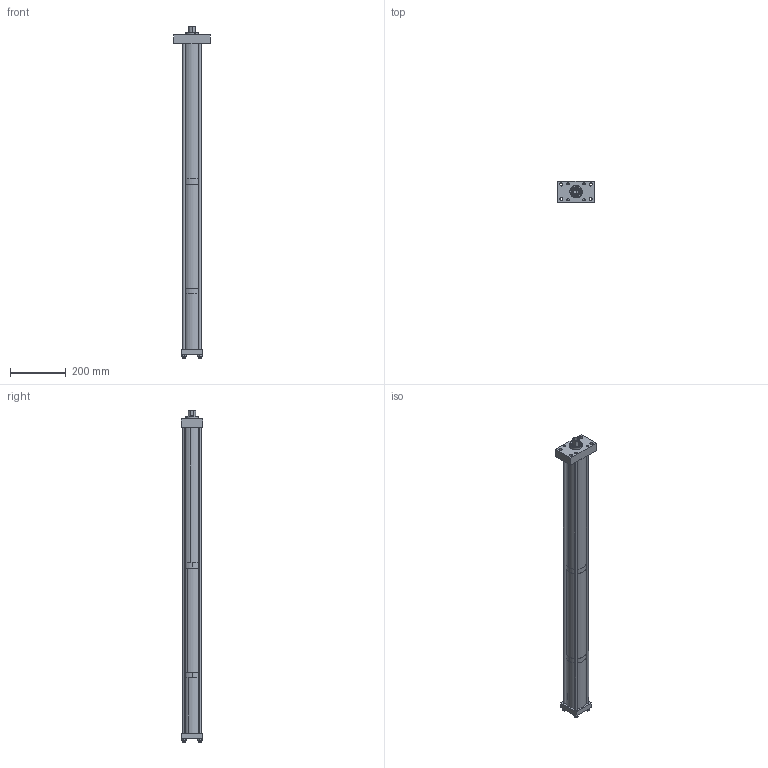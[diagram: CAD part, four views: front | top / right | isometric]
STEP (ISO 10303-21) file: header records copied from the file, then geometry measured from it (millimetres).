
FILE_DESCRIPTION (( 'STEP AP203' ), '1' );
FILE_NAME ('HPI-2-8.00-.50-FH-2020.STEP', '2020-04-17T12:06:05', ( '' ), ( '' ), 'SwSTEP 2.0', 'SolidWorks 2018', '' );
FILE_SCHEMA (( 'CONFIG_CONTROL_DESIGN' ));
Length unit declared in the file: inch
Products named in the file (12): E0264; F0103; E0218_8.0-.50; G0210; HPI-2-8.00-.50-FH-2020; EI0214_.50; E0101; E0211_8.0; E0204; E0213; NLN .375; EI0205_8.0-.50
Assembly tree (17 placements, depth 2):
  HPI-2-8.00-.50-FH-2020
    E0204
    F0103
    E0101
    G0210
    E0213
    E0264
    NLN .375  x4
    EI0214_.50
    EI0205_8.0-.50
    E0211_8.0
    E0218_8.0-.50  x4
Bounding box: 130.15 x 76.2 x 1188.97 mm (x, y, z)
Volume: 1714599.3 mm3; surface area: 721507.8 mm2
Topology: 17 solids, 17 shells, 298 faces, 670 edges, 433 vertices
Faces by surface type: cylinder 148, plane 112, cone 36, torus 2
Entity records: 8889 total; most frequent: CARTESIAN_POINT 1739, DIRECTION 1309, ORIENTED_EDGE 1080, AXIS2_PLACEMENT_3D 545, EDGE_CURVE 540, VERTEX_POINT 349, EDGE_LOOP 311, CIRCLE 287
